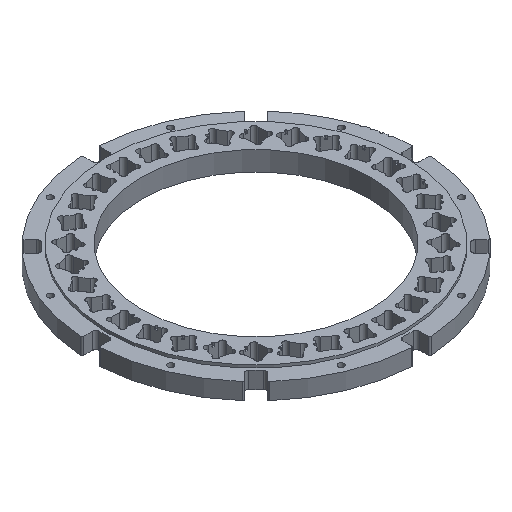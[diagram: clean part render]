
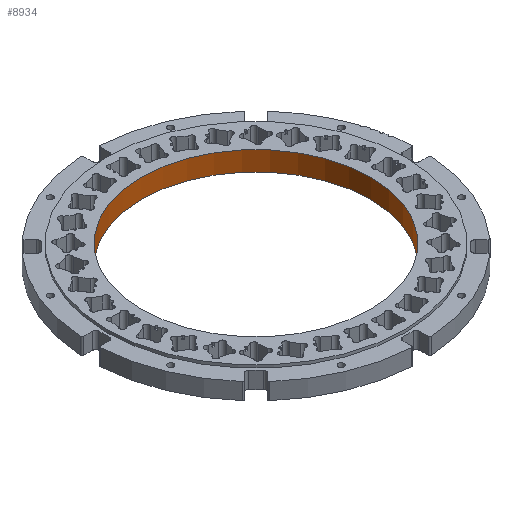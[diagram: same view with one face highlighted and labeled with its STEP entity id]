
A CAD part, isometric view. The second image highlights one B-rep face of the part: STEP entity #8934.
In plain terms, the highlighted cylindrical face has radius 83 mm (diameter 166 mm), a full revolution.
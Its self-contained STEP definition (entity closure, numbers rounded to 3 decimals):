
#753=FACE_OUTER_BOUND('',#1328,.T.);
#1328=EDGE_LOOP('',(#7943,#7944,#7945,#7946));
#1454=CIRCLE('',#9079,83.);
#1733=CIRCLE('',#9492,83.);
#2617=LINE('',#15121,#3419);
#3419=VECTOR('',#12440,83.);
#3586=VERTEX_POINT('',#12903);
#4102=VERTEX_POINT('',#14202);
#4458=EDGE_CURVE('',#3586,#3586,#1454,.T.);
#5107=EDGE_CURVE('',#4102,#4102,#1733,.T.);
#5550=EDGE_CURVE('',#3586,#4102,#2617,.T.);
#7943=ORIENTED_EDGE('',*,*,#4458,.F.);
#7944=ORIENTED_EDGE('',*,*,#5550,.T.);
#7945=ORIENTED_EDGE('',*,*,#5107,.T.);
#7946=ORIENTED_EDGE('',*,*,#5550,.F.);
#8490=CYLINDRICAL_SURFACE('',#9887,83.);
#8934=ADVANCED_FACE('',(#753),#8490,.F.);
#9079=AXIS2_PLACEMENT_3D('',#12904,#10139,#10140);
#9492=AXIS2_PLACEMENT_3D('',#14203,#11335,#11336);
#9887=AXIS2_PLACEMENT_3D('',#15120,#12438,#12439);
#10139=DIRECTION('center_axis',(0.,0.,1.));
#10140=DIRECTION('ref_axis',(1.,0.,0.));
#11335=DIRECTION('center_axis',(0.,0.,1.));
#11336=DIRECTION('ref_axis',(1.,0.,0.));
#12438=DIRECTION('center_axis',(0.,0.,1.));
#12439=DIRECTION('ref_axis',(1.,0.,0.));
#12440=DIRECTION('',(0.,0.,1.));
#12903=CARTESIAN_POINT('',(-83.,0.,-2.));
#12904=CARTESIAN_POINT('Origin',(0.,0.,-2.));
#14202=CARTESIAN_POINT('',(-83.,0.,12.));
#14203=CARTESIAN_POINT('Origin',(0.,0.,12.));
#15120=CARTESIAN_POINT('Origin',(0.,0.,-2.));
#15121=CARTESIAN_POINT('',(-83.,0.,-2.));
